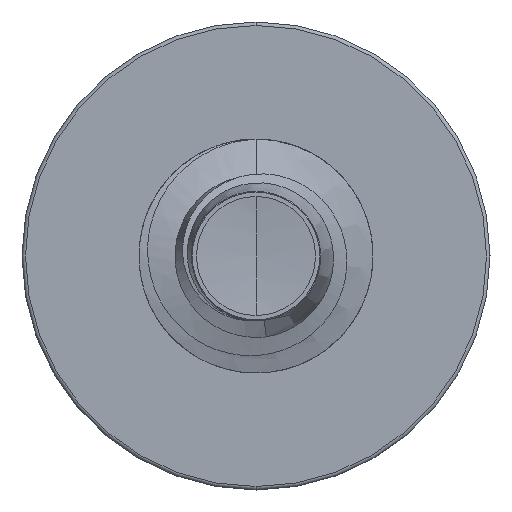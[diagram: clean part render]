
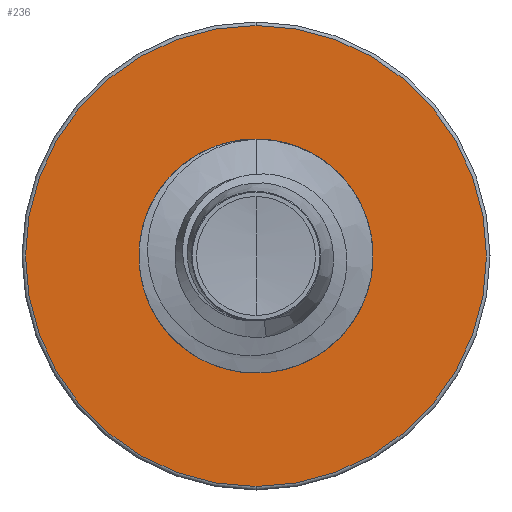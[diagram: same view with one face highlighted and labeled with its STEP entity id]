
A CAD part, front view. The second image highlights one B-rep face of the part: STEP entity #236.
In plain terms, the highlighted planar face has unit normal (0, -1, 0).
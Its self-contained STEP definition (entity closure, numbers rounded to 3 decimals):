
#236 = ADVANCED_FACE ( 'NONE', ( #1156, #797 ), #9537, .F. ) ;
#532 = VERTEX_POINT ( 'NONE', #9632 ) ;
#537 = AXIS2_PLACEMENT_3D ( 'NONE', #740, #726, #725 ) ;
#671 = AXIS2_PLACEMENT_3D ( 'NONE', #3958, #3949, #3936 ) ;
#725 = DIRECTION ( 'NONE',  ( 0., 0., 1. ) ) ;
#726 = DIRECTION ( 'NONE',  ( 0., 1., 0. ) ) ;
#740 = CARTESIAN_POINT ( 'NONE',  ( 0., 3.5, 0. ) ) ;
#797 = FACE_BOUND ( 'NONE', #5160, .T. ) ;
#1110 = AXIS2_PLACEMENT_3D ( 'NONE', #1210, #1201, #1197 ) ;
#1156 = FACE_OUTER_BOUND ( 'NONE', #2531, .T. ) ;
#1197 = DIRECTION ( 'NONE',  ( 0., 0., 1. ) ) ;
#1201 = DIRECTION ( 'NONE',  ( 0., 1., 0. ) ) ;
#1210 = CARTESIAN_POINT ( 'NONE',  ( 0., 3.5, 0. ) ) ;
#1252 = AXIS2_PLACEMENT_3D ( 'NONE', #5656, #5638, #5637 ) ;
#1715 = VERTEX_POINT ( 'NONE', #4586 ) ;
#2016 = AXIS2_PLACEMENT_3D ( 'NONE', #6418, #9774, #9154 ) ;
#2267 = ORIENTED_EDGE ( 'NONE', *, *, #6629, .F. ) ;
#2519 = EDGE_CURVE ( 'NONE', #1715, #4540, #8678, .T. ) ;
#2531 = EDGE_LOOP ( 'NONE', ( #7174, #2267 ) ) ;
#2577 = VERTEX_POINT ( 'NONE', #5712 ) ;
#2917 = ORIENTED_EDGE ( 'NONE', *, *, #3493, .T. ) ;
#3013 = EDGE_CURVE ( 'NONE', #532, #2577, #4193, .T. ) ;
#3493 = EDGE_CURVE ( 'NONE', #4540, #1715, #8157, .T. ) ;
#3936 = DIRECTION ( 'NONE',  ( 0., 0., 1. ) ) ;
#3949 = DIRECTION ( 'NONE',  ( 0., 1., 0. ) ) ;
#3958 = CARTESIAN_POINT ( 'NONE',  ( 0., 3.5, 0. ) ) ;
#4193 = CIRCLE ( 'NONE', #671, 1.379 ) ;
#4540 = VERTEX_POINT ( 'NONE', #4960 ) ;
#4586 = CARTESIAN_POINT ( 'NONE',  ( 0., 3.5, -0.693 ) ) ;
#4960 = CARTESIAN_POINT ( 'NONE',  ( 0., 3.5, 0.693 ) ) ;
#5160 = EDGE_LOOP ( 'NONE', ( #2917, #6056 ) ) ;
#5637 = DIRECTION ( 'NONE',  ( 0., 0., 1. ) ) ;
#5638 = DIRECTION ( 'NONE',  ( 0., 1., 0. ) ) ;
#5656 = CARTESIAN_POINT ( 'NONE',  ( 0., 3.5, 0. ) ) ;
#5712 = CARTESIAN_POINT ( 'NONE',  ( 0., 3.5, -1.379 ) ) ;
#6056 = ORIENTED_EDGE ( 'NONE', *, *, #2519, .T. ) ;
#6418 = CARTESIAN_POINT ( 'NONE',  ( 0., 3.5, -0.693 ) ) ;
#6629 = EDGE_CURVE ( 'NONE', #2577, #532, #6638, .T. ) ;
#6638 = CIRCLE ( 'NONE', #1110, 1.379 ) ;
#7174 = ORIENTED_EDGE ( 'NONE', *, *, #3013, .F. ) ;
#8157 = CIRCLE ( 'NONE', #537, 0.693 ) ;
#8678 = CIRCLE ( 'NONE', #1252, 0.693 ) ;
#9154 = DIRECTION ( 'NONE',  ( 0., 0., 1. ) ) ;
#9537 = PLANE ( 'NONE',  #2016 ) ;
#9632 = CARTESIAN_POINT ( 'NONE',  ( 0., 3.5, 1.379 ) ) ;
#9774 = DIRECTION ( 'NONE',  ( 0., 1., 0. ) ) ;
